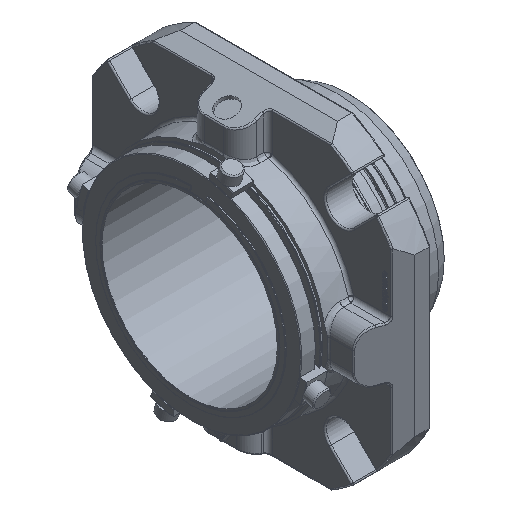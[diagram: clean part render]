
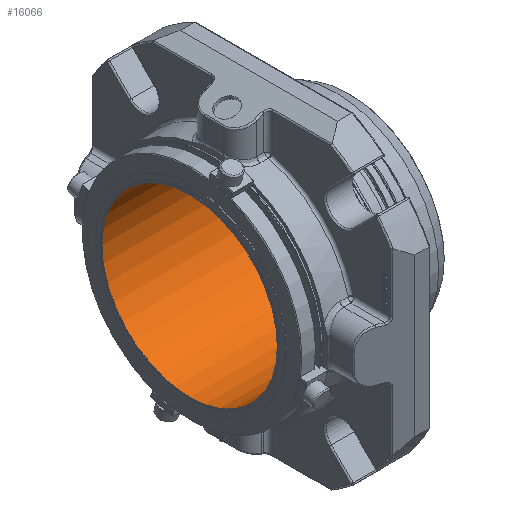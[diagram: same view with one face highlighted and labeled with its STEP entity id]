
A CAD part, isometric view. The second image highlights one B-rep face of the part: STEP entity #16066.
In plain terms, the highlighted cylindrical face has radius 63.5 mm (diameter 127 mm), a full revolution.
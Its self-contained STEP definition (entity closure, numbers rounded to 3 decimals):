
#3501=ORIENTED_EDGE('',*,*,#8565,.T.);
#3502=ORIENTED_EDGE('',*,*,#8566,.T.);
#8565=EDGE_CURVE('',#11097,#11097,#12711,.F.);
#8566=EDGE_CURVE('',#11098,#11098,#12712,.F.);
#11097=VERTEX_POINT('',#23034);
#11098=VERTEX_POINT('',#23036);
#12711=CIRCLE('',#17080,63.5);
#12712=CIRCLE('',#17081,63.5);
#13512=EDGE_LOOP('',(#3501));
#13513=EDGE_LOOP('',(#3502));
#14628=FACE_BOUND('',#13512,.T.);
#14629=FACE_BOUND('',#13513,.T.);
#15744=CYLINDRICAL_SURFACE('',#17079,63.5);
#16066=ADVANCED_FACE('',(#14628,#14629),#15744,.F.);
#17079=AXIS2_PLACEMENT_3D('',#23032,#18707,#18708);
#17080=AXIS2_PLACEMENT_3D('',#23033,#18709,#18710);
#17081=AXIS2_PLACEMENT_3D('',#23035,#18711,#18712);
#18707=DIRECTION('',(-1.,0.,0.));
#18708=DIRECTION('',(0.,0.,1.));
#18709=DIRECTION('',(-1.,0.,0.));
#18710=DIRECTION('',(0.,-1.,0.));
#18711=DIRECTION('',(1.,0.,0.));
#18712=DIRECTION('',(0.,1.,0.));
#23032=CARTESIAN_POINT('',(145.503,0.,0.));
#23033=CARTESIAN_POINT('',(10.998,0.,0.));
#23034=CARTESIAN_POINT('',(10.998,-63.5,0.));
#23035=CARTESIAN_POINT('',(-104.927,0.,0.));
#23036=CARTESIAN_POINT('',(-104.927,63.5,0.));
